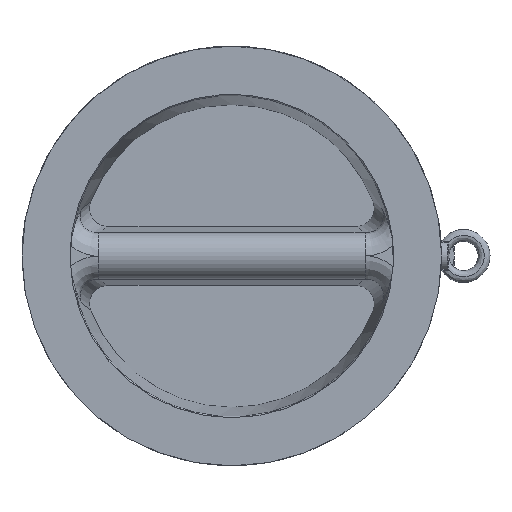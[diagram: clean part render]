
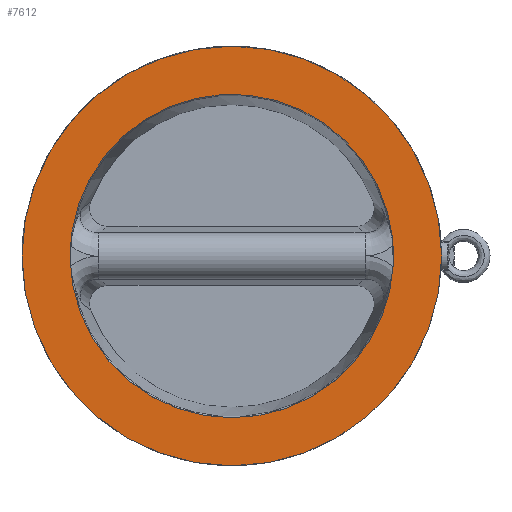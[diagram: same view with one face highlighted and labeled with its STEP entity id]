
A CAD part, front view. The second image highlights one B-rep face of the part: STEP entity #7612.
In plain terms, the highlighted planar face has unit normal (0, -1, 0).
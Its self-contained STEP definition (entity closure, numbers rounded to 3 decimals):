
#5813=CARTESIAN_POINT('',(0.,-70.,-192.293));
#5814=VERTEX_POINT('',#5813);
#5815=CARTESIAN_POINT('',(0.0,-70.,0.0));
#5816=DIRECTION('',(0.0,-1.0,0.0));
#5817=DIRECTION('',(0.0,0.0,1.0));
#5818=AXIS2_PLACEMENT_3D('',#5815,#5816,#5817);
#5819=CIRCLE('',#5818,192.293);
#5820=EDGE_CURVE('',#5814,#5814,#5819,.T.);
#7593=CARTESIAN_POINT('',(-124.75,-70.,0.0));
#7594=DIRECTION('',(0.0,1.0,0.0));
#7595=DIRECTION('',(0.0,0.0,1.0));
#7596=AXIS2_PLACEMENT_3D('',#7593,#7594,#7595);
#7597=PLANE('',#7596);
#7598=CARTESIAN_POINT('',(-249.5,-70.,0.0));
#7599=VERTEX_POINT('',#7598);
#7600=CARTESIAN_POINT('',(0.0,-70.,0.0));
#7601=DIRECTION('',(0.0,-1.0,0.0));
#7602=DIRECTION('',(-1.0,0.0,0.0));
#7603=AXIS2_PLACEMENT_3D('',#7600,#7601,#7602);
#7604=CIRCLE('',#7603,249.5);
#7605=EDGE_CURVE('',#7599,#7599,#7604,.T.);
#7606=ORIENTED_EDGE('',*,*,#7605,.T.);
#7607=EDGE_LOOP('',(#7606));
#7608=FACE_OUTER_BOUND('',#7607,.T.);
#7609=ORIENTED_EDGE('',*,*,#5820,.F.);
#7610=EDGE_LOOP('',(#7609));
#7611=FACE_BOUND('',#7610,.T.);
#7612=ADVANCED_FACE('',(#7608,#7611),#7597,.F.);
